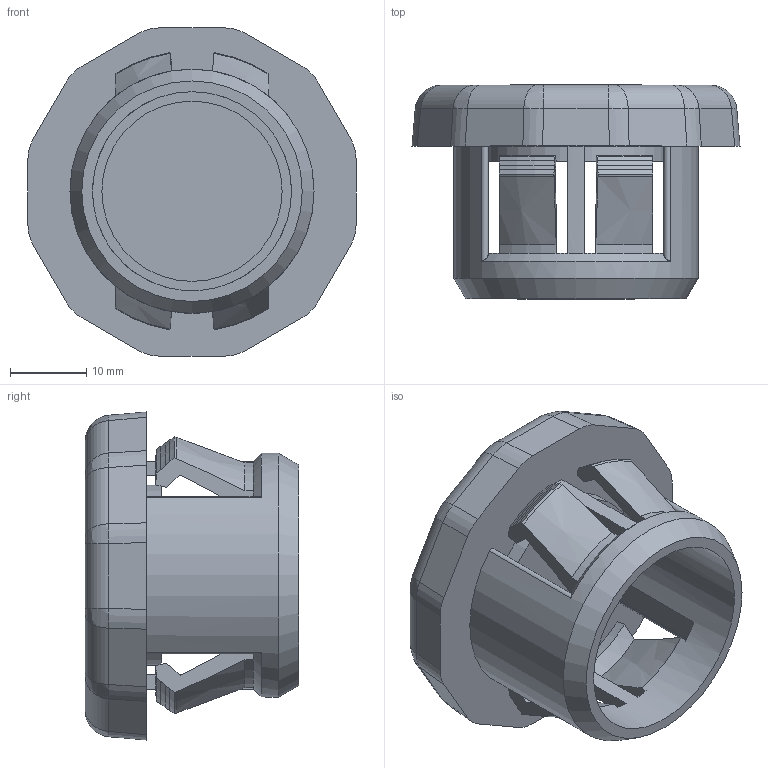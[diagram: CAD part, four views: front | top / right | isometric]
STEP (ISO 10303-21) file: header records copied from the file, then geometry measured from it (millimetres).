
FILE_DESCRIPTION(/* description */ (''),/* implementation_level */ '2;1');
FILE_NAME(/* name */ '28914_6_KES-R M32-7.stp',/* time_stamp */ '2023-03-03T09:45:41+01:00',/* author */ (''),/* organization */ (''),/* preprocessor_version */ 'ST-DEVELOPER v16.7',/* originating_system */ 'SIEMENS PLM Software NX 12.0',/* authorisation */ '');
FILE_SCHEMA (('AUTOMOTIVE_DESIGN { 1 0 10303 214 3 1 1 1 }'));
Length unit declared in the file: millimetre
Products named in the file (1): 28914_6_KES-R M32-7
Bounding box: 43 x 28 x 43 mm (x, y, z)
Volume: 15838.8 mm3; surface area: 7787.3 mm2
Topology: 1 solids, 1 shells, 453 faces, 1212 edges, 786 vertices
Faces by surface type: plane 232, cylinder 103, cone 47, bspline 33, extrusion 20, sphere 18
Full cylindrical faces by diameter (mm): 23.63 x1, 26.103 x1, 32 x1
Entity records: 19924 total; most frequent: CARTESIAN_POINT 6756, ORIENTED_EDGE 2342, DIRECTION 2071, EDGE_CURVE 1171, VERTEX_POINT 763, AXIS2_PLACEMENT_3D 705, VECTOR 661, LINE 641
